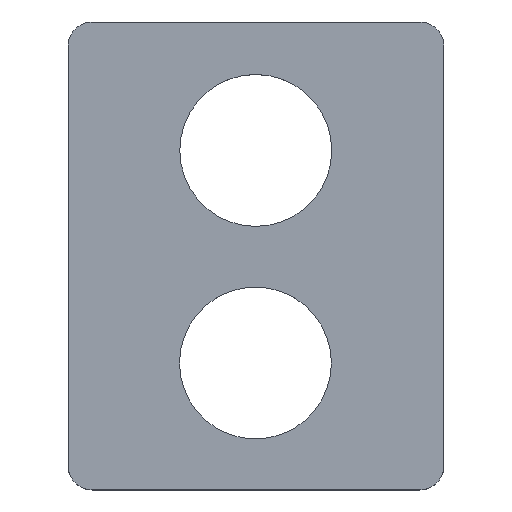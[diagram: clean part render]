
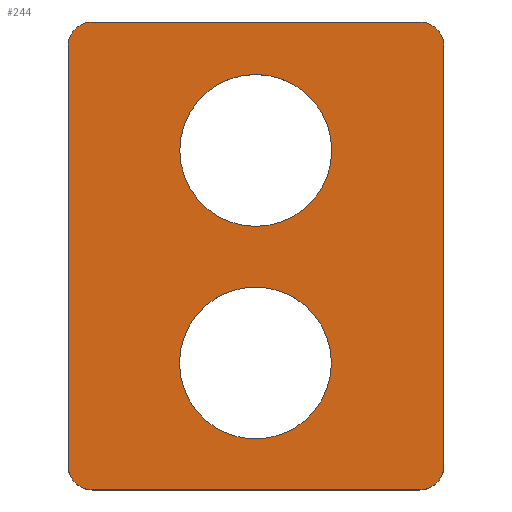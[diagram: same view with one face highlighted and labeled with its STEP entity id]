
A CAD part, top view. The second image highlights one B-rep face of the part: STEP entity #244.
In plain terms, the highlighted planar face has unit normal (0, 0, 1).
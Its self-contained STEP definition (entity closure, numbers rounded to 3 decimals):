
#24 = VERTEX_POINT('',#25);
#25 = CARTESIAN_POINT('',(0.,2.2,11.603));
#31 = EDGE_CURVE('',#24,#32,#34,.T.);
#32 = VERTEX_POINT('',#33);
#33 = CARTESIAN_POINT('',(30.,2.2,11.603));
#34 = LINE('',#35,#36);
#35 = CARTESIAN_POINT('',(0.,2.2,11.603));
#36 = VECTOR('',#37,1.);
#37 = DIRECTION('',(1.,0.,0.));
#62 = EDGE_CURVE('',#24,#63,#65,.T.);
#63 = VERTEX_POINT('',#64);
#64 = CARTESIAN_POINT('',(-2.2,0.,11.603));
#65 = CIRCLE('',#66,2.2);
#66 = AXIS2_PLACEMENT_3D('',#67,#68,#69);
#67 = CARTESIAN_POINT('',(0.,0.,11.603));
#68 = DIRECTION('',(0.,0.,1.));
#69 = DIRECTION('',(1.,0.,0.));
#97 = VERTEX_POINT('',#98);
#98 = CARTESIAN_POINT('',(32.2,0.,11.603));
#104 = EDGE_CURVE('',#97,#32,#105,.T.);
#105 = CIRCLE('',#106,2.2);
#106 = AXIS2_PLACEMENT_3D('',#107,#108,#109);
#107 = CARTESIAN_POINT('',(30.,0.,11.603));
#108 = DIRECTION('',(-0.,0.,1.));
#109 = DIRECTION('',(0.,-1.,0.));
#244 = ADVANCED_FACE('',(#245,#290,#301),#312,.T.);
#245 = FACE_BOUND('',#246,.T.);
#246 = EDGE_LOOP('',(#247,#248,#249,#257,#266,#274,#283,#289));
#247 = ORIENTED_EDGE('',*,*,#31,.F.);
#248 = ORIENTED_EDGE('',*,*,#62,.T.);
#249 = ORIENTED_EDGE('',*,*,#250,.F.);
#250 = EDGE_CURVE('',#251,#63,#253,.T.);
#251 = VERTEX_POINT('',#252);
#252 = CARTESIAN_POINT('',(-2.2,-38.4,11.603));
#253 = LINE('',#254,#255);
#254 = CARTESIAN_POINT('',(-2.2,-38.4,11.603));
#255 = VECTOR('',#256,1.);
#256 = DIRECTION('',(0.,1.,0.));
#257 = ORIENTED_EDGE('',*,*,#258,.T.);
#258 = EDGE_CURVE('',#251,#259,#261,.T.);
#259 = VERTEX_POINT('',#260);
#260 = CARTESIAN_POINT('',(0.,-40.6,11.603));
#261 = CIRCLE('',#262,2.2);
#262 = AXIS2_PLACEMENT_3D('',#263,#264,#265);
#263 = CARTESIAN_POINT('',(0.,-38.4,11.603));
#264 = DIRECTION('',(0.,-0.,1.));
#265 = DIRECTION('',(0.,1.,0.));
#266 = ORIENTED_EDGE('',*,*,#267,.F.);
#267 = EDGE_CURVE('',#268,#259,#270,.T.);
#268 = VERTEX_POINT('',#269);
#269 = CARTESIAN_POINT('',(30.,-40.6,11.603));
#270 = LINE('',#271,#272);
#271 = CARTESIAN_POINT('',(30.,-40.6,11.603));
#272 = VECTOR('',#273,1.);
#273 = DIRECTION('',(-1.,0.,0.));
#274 = ORIENTED_EDGE('',*,*,#275,.T.);
#275 = EDGE_CURVE('',#268,#276,#278,.T.);
#276 = VERTEX_POINT('',#277);
#277 = CARTESIAN_POINT('',(32.2,-38.4,11.603));
#278 = CIRCLE('',#279,2.2);
#279 = AXIS2_PLACEMENT_3D('',#280,#281,#282);
#280 = CARTESIAN_POINT('',(30.,-38.4,11.603));
#281 = DIRECTION('',(0.,0.,1.));
#282 = DIRECTION('',(-1.,0.,0.));
#283 = ORIENTED_EDGE('',*,*,#284,.F.);
#284 = EDGE_CURVE('',#97,#276,#285,.T.);
#285 = LINE('',#286,#287);
#286 = CARTESIAN_POINT('',(32.2,0.,11.603));
#287 = VECTOR('',#288,1.);
#288 = DIRECTION('',(0.,-1.,0.));
#289 = ORIENTED_EDGE('',*,*,#104,.T.);
#290 = FACE_BOUND('',#291,.T.);
#291 = EDGE_LOOP('',(#292));
#292 = ORIENTED_EDGE('',*,*,#293,.F.);
#293 = EDGE_CURVE('',#294,#294,#296,.T.);
#294 = VERTEX_POINT('',#295);
#295 = CARTESIAN_POINT('',(21.9,-29.,11.603));
#296 = CIRCLE('',#297,6.95);
#297 = AXIS2_PLACEMENT_3D('',#298,#299,#300);
#298 = CARTESIAN_POINT('',(14.95,-29.,11.603));
#299 = DIRECTION('',(0.,0.,1.));
#300 = DIRECTION('',(1.,0.,0.));
#301 = FACE_BOUND('',#302,.T.);
#302 = EDGE_LOOP('',(#303));
#303 = ORIENTED_EDGE('',*,*,#304,.F.);
#304 = EDGE_CURVE('',#305,#305,#307,.T.);
#305 = VERTEX_POINT('',#306);
#306 = CARTESIAN_POINT('',(21.93,-9.55,11.603));
#307 = CIRCLE('',#308,6.95);
#308 = AXIS2_PLACEMENT_3D('',#309,#310,#311);
#309 = CARTESIAN_POINT('',(14.98,-9.55,11.603));
#310 = DIRECTION('',(0.,0.,1.));
#311 = DIRECTION('',(1.,0.,0.));
#312 = PLANE('',#313);
#313 = AXIS2_PLACEMENT_3D('',#314,#315,#316);
#314 = CARTESIAN_POINT('',(15.,-19.2,11.603));
#315 = DIRECTION('',(0.,0.,1.));
#316 = DIRECTION('',(1.,0.,0.));
